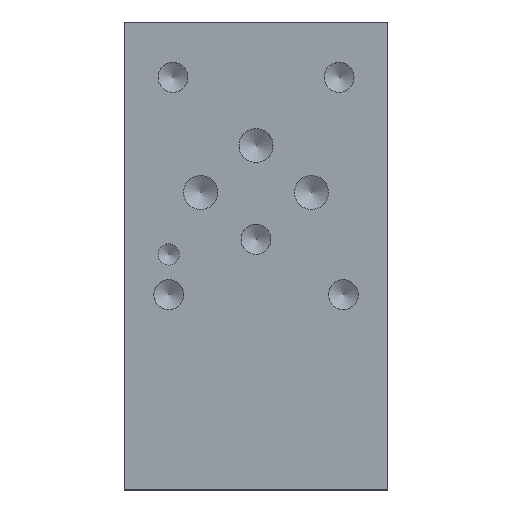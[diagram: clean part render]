
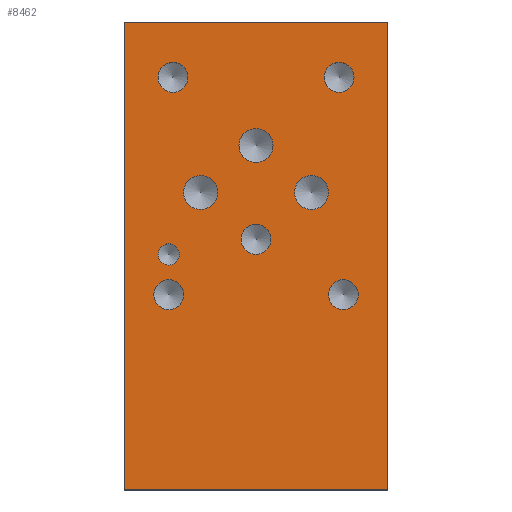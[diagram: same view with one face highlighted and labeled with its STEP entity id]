
A CAD part, top view. The second image highlights one B-rep face of the part: STEP entity #8462.
In plain terms, the highlighted planar face has unit normal (0, 0, 1).
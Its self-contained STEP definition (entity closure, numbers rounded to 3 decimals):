
#115=CIRCLE('',#8838,3.175);
#116=CIRCLE('',#8839,3.175);
#119=CIRCLE('',#8844,3.175);
#120=CIRCLE('',#8845,3.175);
#123=CIRCLE('',#8850,3.175);
#124=CIRCLE('',#8851,3.175);
#127=CIRCLE('',#8856,1.981);
#128=CIRCLE('',#8857,1.981);
#131=CIRCLE('',#8862,2.781);
#132=CIRCLE('',#8863,2.781);
#135=CIRCLE('',#8868,2.781);
#136=CIRCLE('',#8869,2.781);
#139=CIRCLE('',#8874,2.781);
#140=CIRCLE('',#8875,2.781);
#143=CIRCLE('',#8880,2.781);
#144=CIRCLE('',#8881,2.781);
#147=CIRCLE('',#8886,2.781);
#148=CIRCLE('',#8887,2.781);
#209=FACE_BOUND('',#1459,.T.);
#210=FACE_BOUND('',#1460,.T.);
#211=FACE_BOUND('',#1461,.T.);
#212=FACE_BOUND('',#1462,.T.);
#213=FACE_BOUND('',#1463,.T.);
#214=FACE_BOUND('',#1464,.T.);
#215=FACE_BOUND('',#1465,.T.);
#216=FACE_BOUND('',#1466,.T.);
#217=FACE_BOUND('',#1467,.T.);
#997=FACE_OUTER_BOUND('',#1458,.T.);
#1458=EDGE_LOOP('',(#7383,#7384,#7385,#7386));
#1459=EDGE_LOOP('',(#7387,#7388));
#1460=EDGE_LOOP('',(#7389,#7390));
#1461=EDGE_LOOP('',(#7391,#7392));
#1462=EDGE_LOOP('',(#7393,#7394));
#1463=EDGE_LOOP('',(#7395,#7396));
#1464=EDGE_LOOP('',(#7397,#7398));
#1465=EDGE_LOOP('',(#7399,#7400));
#1466=EDGE_LOOP('',(#7401,#7402));
#1467=EDGE_LOOP('',(#7403,#7404));
#1867=LINE('',#13185,#2693);
#2297=LINE('',#14439,#3123);
#2300=LINE('',#14445,#3126);
#2303=LINE('',#14449,#3129);
#2693=VECTOR('',#9499,10.);
#3123=VECTOR('',#10539,10.);
#3126=VECTOR('',#10544,10.);
#3129=VECTOR('',#10549,10.);
#3534=VERTEX_POINT('',#13182);
#3535=VERTEX_POINT('',#13184);
#3883=VERTEX_POINT('',#14325);
#3884=VERTEX_POINT('',#14326);
#3888=VERTEX_POINT('',#14338);
#3889=VERTEX_POINT('',#14339);
#3893=VERTEX_POINT('',#14351);
#3894=VERTEX_POINT('',#14352);
#3898=VERTEX_POINT('',#14364);
#3899=VERTEX_POINT('',#14365);
#3903=VERTEX_POINT('',#14377);
#3904=VERTEX_POINT('',#14378);
#3908=VERTEX_POINT('',#14390);
#3909=VERTEX_POINT('',#14391);
#3913=VERTEX_POINT('',#14403);
#3914=VERTEX_POINT('',#14404);
#3918=VERTEX_POINT('',#14416);
#3919=VERTEX_POINT('',#14417);
#3923=VERTEX_POINT('',#14429);
#3924=VERTEX_POINT('',#14430);
#3926=VERTEX_POINT('',#14438);
#3928=VERTEX_POINT('',#14444);
#4534=EDGE_CURVE('',#3535,#3534,#1867,.T.);
#5036=EDGE_CURVE('',#3883,#3884,#115,.T.);
#5037=EDGE_CURVE('',#3884,#3883,#116,.T.);
#5042=EDGE_CURVE('',#3888,#3889,#119,.T.);
#5043=EDGE_CURVE('',#3889,#3888,#120,.T.);
#5048=EDGE_CURVE('',#3893,#3894,#123,.T.);
#5049=EDGE_CURVE('',#3894,#3893,#124,.T.);
#5054=EDGE_CURVE('',#3898,#3899,#127,.T.);
#5055=EDGE_CURVE('',#3899,#3898,#128,.T.);
#5060=EDGE_CURVE('',#3903,#3904,#131,.T.);
#5061=EDGE_CURVE('',#3904,#3903,#132,.T.);
#5066=EDGE_CURVE('',#3908,#3909,#135,.T.);
#5067=EDGE_CURVE('',#3909,#3908,#136,.T.);
#5072=EDGE_CURVE('',#3913,#3914,#139,.T.);
#5073=EDGE_CURVE('',#3914,#3913,#140,.T.);
#5078=EDGE_CURVE('',#3918,#3919,#143,.T.);
#5079=EDGE_CURVE('',#3919,#3918,#144,.T.);
#5084=EDGE_CURVE('',#3923,#3924,#147,.T.);
#5085=EDGE_CURVE('',#3924,#3923,#148,.T.);
#5088=EDGE_CURVE('',#3926,#3535,#2297,.T.);
#5091=EDGE_CURVE('',#3928,#3926,#2300,.T.);
#5094=EDGE_CURVE('',#3534,#3928,#2303,.T.);
#7383=ORIENTED_EDGE('',*,*,#5094,.T.);
#7384=ORIENTED_EDGE('',*,*,#5091,.T.);
#7385=ORIENTED_EDGE('',*,*,#5088,.T.);
#7386=ORIENTED_EDGE('',*,*,#4534,.T.);
#7387=ORIENTED_EDGE('',*,*,#5036,.T.);
#7388=ORIENTED_EDGE('',*,*,#5037,.T.);
#7389=ORIENTED_EDGE('',*,*,#5042,.T.);
#7390=ORIENTED_EDGE('',*,*,#5043,.T.);
#7391=ORIENTED_EDGE('',*,*,#5048,.T.);
#7392=ORIENTED_EDGE('',*,*,#5049,.T.);
#7393=ORIENTED_EDGE('',*,*,#5054,.T.);
#7394=ORIENTED_EDGE('',*,*,#5055,.T.);
#7395=ORIENTED_EDGE('',*,*,#5060,.T.);
#7396=ORIENTED_EDGE('',*,*,#5061,.T.);
#7397=ORIENTED_EDGE('',*,*,#5066,.T.);
#7398=ORIENTED_EDGE('',*,*,#5067,.T.);
#7399=ORIENTED_EDGE('',*,*,#5072,.T.);
#7400=ORIENTED_EDGE('',*,*,#5073,.T.);
#7401=ORIENTED_EDGE('',*,*,#5078,.T.);
#7402=ORIENTED_EDGE('',*,*,#5079,.T.);
#7403=ORIENTED_EDGE('',*,*,#5084,.T.);
#7404=ORIENTED_EDGE('',*,*,#5085,.T.);
#7683=PLANE('',#8892);
#8462=ADVANCED_FACE('',(#997,#209,#210,#211,#212,#213,#214,#215,#216,#217),
#7683,.T.);
#8838=AXIS2_PLACEMENT_3D('',#14327,#10417,#10418);
#8839=AXIS2_PLACEMENT_3D('',#14328,#10419,#10420);
#8844=AXIS2_PLACEMENT_3D('',#14340,#10431,#10432);
#8845=AXIS2_PLACEMENT_3D('',#14341,#10433,#10434);
#8850=AXIS2_PLACEMENT_3D('',#14353,#10445,#10446);
#8851=AXIS2_PLACEMENT_3D('',#14354,#10447,#10448);
#8856=AXIS2_PLACEMENT_3D('',#14366,#10459,#10460);
#8857=AXIS2_PLACEMENT_3D('',#14367,#10461,#10462);
#8862=AXIS2_PLACEMENT_3D('',#14379,#10473,#10474);
#8863=AXIS2_PLACEMENT_3D('',#14380,#10475,#10476);
#8868=AXIS2_PLACEMENT_3D('',#14392,#10487,#10488);
#8869=AXIS2_PLACEMENT_3D('',#14393,#10489,#10490);
#8874=AXIS2_PLACEMENT_3D('',#14405,#10501,#10502);
#8875=AXIS2_PLACEMENT_3D('',#14406,#10503,#10504);
#8880=AXIS2_PLACEMENT_3D('',#14418,#10515,#10516);
#8881=AXIS2_PLACEMENT_3D('',#14419,#10517,#10518);
#8886=AXIS2_PLACEMENT_3D('',#14431,#10529,#10530);
#8887=AXIS2_PLACEMENT_3D('',#14432,#10531,#10532);
#8892=AXIS2_PLACEMENT_3D('',#14450,#10550,#10551);
#9499=DIRECTION('',(0.,-1.,0.));
#10417=DIRECTION('center_axis',(0.,0.,-1.));
#10418=DIRECTION('ref_axis',(1.,0.,0.));
#10419=DIRECTION('center_axis',(0.,0.,-1.));
#10420=DIRECTION('ref_axis',(1.,0.,0.));
#10431=DIRECTION('center_axis',(0.,0.,-1.));
#10432=DIRECTION('ref_axis',(1.,0.,0.));
#10433=DIRECTION('center_axis',(0.,0.,-1.));
#10434=DIRECTION('ref_axis',(1.,0.,0.));
#10445=DIRECTION('center_axis',(0.,0.,-1.));
#10446=DIRECTION('ref_axis',(1.,0.,0.));
#10447=DIRECTION('center_axis',(0.,0.,-1.));
#10448=DIRECTION('ref_axis',(1.,0.,0.));
#10459=DIRECTION('center_axis',(0.,0.,-1.));
#10460=DIRECTION('ref_axis',(1.,0.,0.));
#10461=DIRECTION('center_axis',(0.,0.,-1.));
#10462=DIRECTION('ref_axis',(1.,0.,0.));
#10473=DIRECTION('center_axis',(0.,0.,-1.));
#10474=DIRECTION('ref_axis',(1.,0.,0.));
#10475=DIRECTION('center_axis',(0.,0.,-1.));
#10476=DIRECTION('ref_axis',(1.,0.,0.));
#10487=DIRECTION('center_axis',(0.,0.,-1.));
#10488=DIRECTION('ref_axis',(1.,0.,0.));
#10489=DIRECTION('center_axis',(0.,0.,-1.));
#10490=DIRECTION('ref_axis',(1.,0.,0.));
#10501=DIRECTION('center_axis',(0.,0.,-1.));
#10502=DIRECTION('ref_axis',(1.,0.,0.));
#10503=DIRECTION('center_axis',(0.,0.,-1.));
#10504=DIRECTION('ref_axis',(1.,0.,0.));
#10515=DIRECTION('center_axis',(0.,0.,-1.));
#10516=DIRECTION('ref_axis',(1.,0.,0.));
#10517=DIRECTION('center_axis',(0.,0.,-1.));
#10518=DIRECTION('ref_axis',(1.,0.,0.));
#10529=DIRECTION('center_axis',(0.,0.,-1.));
#10530=DIRECTION('ref_axis',(1.,0.,0.));
#10531=DIRECTION('center_axis',(0.,0.,-1.));
#10532=DIRECTION('ref_axis',(1.,0.,0.));
#10539=DIRECTION('',(-1.,0.,0.));
#10544=DIRECTION('',(0.,1.,0.));
#10549=DIRECTION('',(1.,0.,0.));
#10550=DIRECTION('center_axis',(0.,0.,1.));
#10551=DIRECTION('ref_axis',(1.,0.,0.));
#13182=CARTESIAN_POINT('',(0.,0.,40.132));
#13184=CARTESIAN_POINT('',(0.,87.122,40.132));
#13185=CARTESIAN_POINT('',(0.,87.122,40.132));
#14325=CARTESIAN_POINT('',(38.024,55.372,40.132));
#14326=CARTESIAN_POINT('',(31.674,55.372,40.132));
#14327=CARTESIAN_POINT('Origin',(34.849,55.372,40.132));
#14328=CARTESIAN_POINT('Origin',(34.849,55.372,40.132));
#14338=CARTESIAN_POINT('',(17.374,55.372,40.132));
#14339=CARTESIAN_POINT('',(11.024,55.372,40.132));
#14340=CARTESIAN_POINT('Origin',(14.199,55.372,40.132));
#14341=CARTESIAN_POINT('Origin',(14.199,55.372,40.132));
#14351=CARTESIAN_POINT('',(27.686,64.11,40.132));
#14352=CARTESIAN_POINT('',(21.336,64.11,40.132));
#14353=CARTESIAN_POINT('Origin',(24.511,64.11,40.132));
#14354=CARTESIAN_POINT('Origin',(24.511,64.11,40.132));
#14364=CARTESIAN_POINT('',(10.236,43.815,40.132));
#14365=CARTESIAN_POINT('',(6.274,43.815,40.132));
#14366=CARTESIAN_POINT('Origin',(8.255,43.815,40.132));
#14367=CARTESIAN_POINT('Origin',(8.255,43.815,40.132));
#14377=CARTESIAN_POINT('',(11.036,36.322,40.132));
#14378=CARTESIAN_POINT('',(5.474,36.322,40.132));
#14379=CARTESIAN_POINT('Origin',(8.255,36.322,40.132));
#14380=CARTESIAN_POINT('Origin',(8.255,36.322,40.132));
#14390=CARTESIAN_POINT('',(42.786,76.81,40.132));
#14391=CARTESIAN_POINT('',(37.224,76.81,40.132));
#14392=CARTESIAN_POINT('Origin',(40.005,76.81,40.132));
#14393=CARTESIAN_POINT('Origin',(40.005,76.81,40.132));
#14403=CARTESIAN_POINT('',(11.824,76.81,40.132));
#14404=CARTESIAN_POINT('',(6.261,76.81,40.132));
#14405=CARTESIAN_POINT('Origin',(9.042,76.81,40.132));
#14406=CARTESIAN_POINT('Origin',(9.042,76.81,40.132));
#14416=CARTESIAN_POINT('',(43.574,36.322,40.132));
#14417=CARTESIAN_POINT('',(38.011,36.322,40.132));
#14418=CARTESIAN_POINT('Origin',(40.792,36.322,40.132));
#14419=CARTESIAN_POINT('Origin',(40.792,36.322,40.132));
#14429=CARTESIAN_POINT('',(27.292,46.634,40.132));
#14430=CARTESIAN_POINT('',(21.73,46.634,40.132));
#14431=CARTESIAN_POINT('Origin',(24.511,46.634,40.132));
#14432=CARTESIAN_POINT('Origin',(24.511,46.634,40.132));
#14438=CARTESIAN_POINT('',(49.022,87.122,40.132));
#14439=CARTESIAN_POINT('',(49.022,87.122,40.132));
#14444=CARTESIAN_POINT('',(49.022,0.,40.132));
#14445=CARTESIAN_POINT('',(49.022,0.,40.132));
#14449=CARTESIAN_POINT('',(0.,0.,40.132));
#14450=CARTESIAN_POINT('Origin',(24.511,43.561,40.132));
